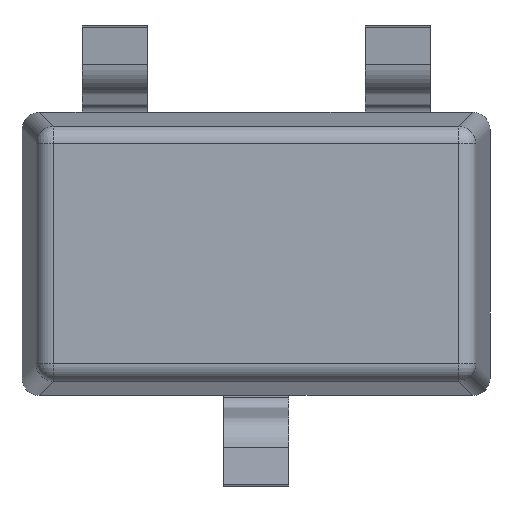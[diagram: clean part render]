
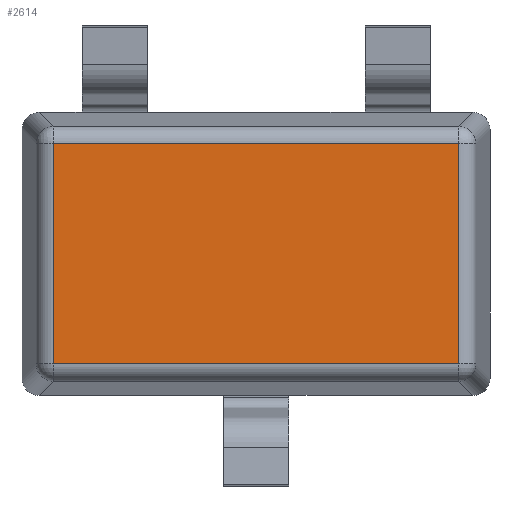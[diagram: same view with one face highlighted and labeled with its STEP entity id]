
A CAD part, left-side view. The second image highlights one B-rep face of the part: STEP entity #2614.
In plain terms, the highlighted planar face has unit normal (-1, 0, 0).
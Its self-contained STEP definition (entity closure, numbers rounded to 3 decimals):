
#472=ORIENTED_EDGE('',*,*,#1118,.T.);
#473=ORIENTED_EDGE('',*,*,#1119,.T.);
#474=ORIENTED_EDGE('',*,*,#1120,.T.);
#475=ORIENTED_EDGE('',*,*,#1121,.T.);
#1118=EDGE_CURVE('',#1461,#1462,#1727,.T.);
#1119=EDGE_CURVE('',#1462,#1463,#1728,.T.);
#1120=EDGE_CURVE('',#1463,#1464,#1729,.T.);
#1121=EDGE_CURVE('',#1464,#1461,#1730,.T.);
#1461=VERTEX_POINT('',#4105);
#1462=VERTEX_POINT('',#4106);
#1463=VERTEX_POINT('',#4108);
#1464=VERTEX_POINT('',#4110);
#1727=LINE('',#4104,#2012);
#1728=LINE('',#4107,#2013);
#1729=LINE('',#4109,#2014);
#1730=LINE('',#4111,#2015);
#2012=VECTOR('',#3287,1000.);
#2013=VECTOR('',#3288,1000.);
#2014=VECTOR('',#3289,1000.);
#2015=VECTOR('',#3290,1000.);
#2229=EDGE_LOOP('',(#472,#473,#474,#475));
#2378=FACE_BOUND('',#2229,.T.);
#2513=PLANE('',#2836);
#2614=ADVANCED_FACE('',(#2378),#2513,.T.);
#2836=AXIS2_PLACEMENT_3D('',#4103,#3285,#3286);
#3285=DIRECTION('',(-1.,0.,0.));
#3286=DIRECTION('',(0.,-1.,0.));
#3287=DIRECTION('',(0.,-1.,0.));
#3288=DIRECTION('',(0.,0.,1.));
#3289=DIRECTION('',(0.,1.,0.));
#3290=DIRECTION('',(0.,0.,-1.));
#4103=CARTESIAN_POINT('',(-0.6,0.,0.));
#4104=CARTESIAN_POINT('',(-0.6,0.,-0.506));
#4105=CARTESIAN_POINT('',(-0.6,0.931,-0.506));
#4106=CARTESIAN_POINT('',(-0.6,-0.931,-0.506));
#4107=CARTESIAN_POINT('',(-0.6,-0.931,0.));
#4108=CARTESIAN_POINT('',(-0.6,-0.931,0.506));
#4109=CARTESIAN_POINT('',(-0.6,0.,0.506));
#4110=CARTESIAN_POINT('',(-0.6,0.931,0.506));
#4111=CARTESIAN_POINT('',(-0.6,0.931,0.));
